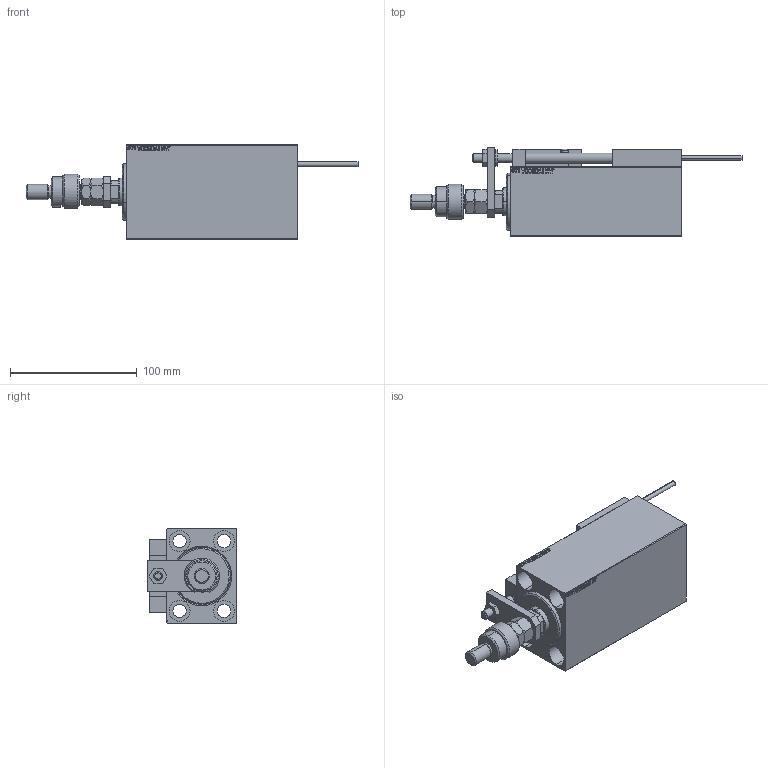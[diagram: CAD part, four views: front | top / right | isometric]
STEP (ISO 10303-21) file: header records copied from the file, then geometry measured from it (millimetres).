
FILE_DESCRIPTION (( 'STEP AP203' ), '1' );
FILE_NAME ('3da3.STEP', '2022-04-17T10:29:08', ( '' ), ( '' ), 'SwSTEP 2.0', 'SolidWorks 2019', '' );
FILE_SCHEMA (( 'CONFIG_CONTROL_DESIGN' ));
Length unit declared in the file: millimetre
Products named in the file (18): NUT_D12 d96b239e2bdf1d63b1dfcf03a99aa0b0; MAGNET d96b239e2bdf1d63b1dfcf03a99aa0b0; ALLEN BOLT D8 d96b239e2bdf1d63b1dfcf03a99aa0b0; SWITCH DIM B,W d96b239e2bdf1d63b1dfcf03a99aa0b0; KONCOVKA d96b239e2bdf1d63b1dfcf03a99aa0b0; 3da3; SWITCH X d96b239e2bdf1d63b1dfcf03a99aa0b0; V450CM_C_VCP d96b239e2bdf1d63b1dfcf03a99aa0b0; V450CM_C_Body d96b239e2bdf1d63b1dfcf03a99aa0b0; MFA d96b239e2bdf1d63b1dfcf03a99aa0b0; V450CM_VC_B d96b239e2bdf1d63b1dfcf03a99aa0b0; TYC_L79 d96b239e2bdf1d63b1dfcf03a99aa0b0; Block d96b239e2bdf1d63b1dfcf03a99aa0b0; X_Y_DFA d96b239e2bdf1d63b1dfcf03a99aa0b0; SWITCH_X_FRONT_BACK d96b239e2bdf1d63b1dfcf03a99aa0b0; FEMALE_PART_FOR_DFA d96b239e2bdf1d63b1dfcf03a99aa0b0; ZARAZKA d96b239e2bdf1d63b1dfcf03a99aa0b0; ALLEN BOLT D5 d96b239e2bdf1d63b1dfcf03a99aa0b0
Assembly tree (27 placements, depth 3):
  3da3
    V450CM_C_Body d96b239e2bdf1d63b1dfcf03a99aa0b0
    SWITCH X d96b239e2bdf1d63b1dfcf03a99aa0b0
      SWITCH_X_FRONT_BACK d96b239e2bdf1d63b1dfcf03a99aa0b0  x2
      TYC_L79 d96b239e2bdf1d63b1dfcf03a99aa0b0
      Block d96b239e2bdf1d63b1dfcf03a99aa0b0  x2
      ALLEN BOLT D5 d96b239e2bdf1d63b1dfcf03a99aa0b0  x4
      ALLEN BOLT D8 d96b239e2bdf1d63b1dfcf03a99aa0b0  x4
      MAGNET d96b239e2bdf1d63b1dfcf03a99aa0b0  x2
      KONCOVKA d96b239e2bdf1d63b1dfcf03a99aa0b0  x2
    NUT_D12 d96b239e2bdf1d63b1dfcf03a99aa0b0
    SWITCH DIM B,W d96b239e2bdf1d63b1dfcf03a99aa0b0
    ZARAZKA d96b239e2bdf1d63b1dfcf03a99aa0b0
    V450CM_C_VCP d96b239e2bdf1d63b1dfcf03a99aa0b0
    V450CM_VC_B d96b239e2bdf1d63b1dfcf03a99aa0b0
    X_Y_DFA d96b239e2bdf1d63b1dfcf03a99aa0b0
      FEMALE_PART_FOR_DFA d96b239e2bdf1d63b1dfcf03a99aa0b0
      MFA d96b239e2bdf1d63b1dfcf03a99aa0b0
Bounding box: 262 x 70.5 x 75 mm (x, y, z)
Volume: 534632.5 mm3; surface area: 131029.5 mm2
Topology: 25 solids, 25 shells, 1363 faces, 3246 edges, 2063 vertices
Faces by surface type: plane 588, bspline 380, cylinder 197, cone 146, torus 48, sphere 4
Entity records: 52920 total; most frequent: CARTESIAN_POINT 26611, ORIENTED_EDGE 5512, DIRECTION 3830, EDGE_CURVE 2756, VERTEX_POINT 1787, VECTOR 1538, LINE 1538, EDGE_LOOP 1275
